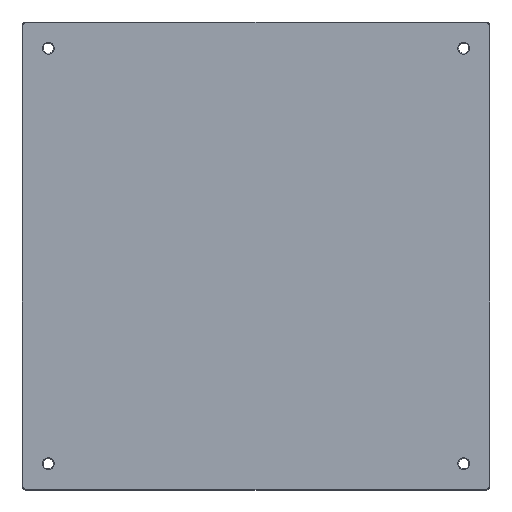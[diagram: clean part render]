
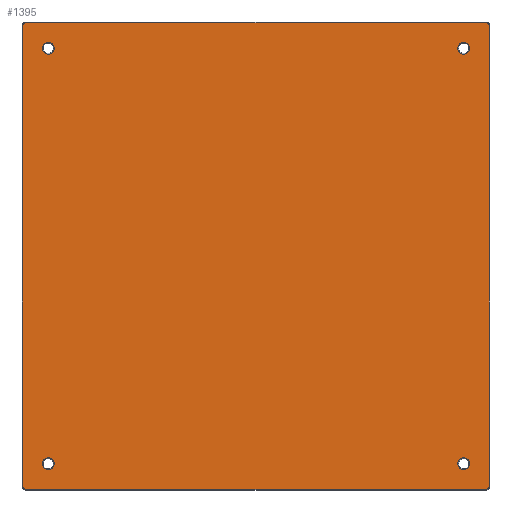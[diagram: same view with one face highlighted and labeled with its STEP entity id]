
A CAD part, top view. The second image highlights one B-rep face of the part: STEP entity #1395.
In plain terms, the highlighted planar face has unit normal (0, 0, 1).
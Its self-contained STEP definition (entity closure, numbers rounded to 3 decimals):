
#5 = CIRCLE ( 'NONE', #407, 1.575 ) ;
#16 = AXIS2_PLACEMENT_3D ( 'NONE', #1510, #1496, #1468 ) ;
#17 = DIRECTION ( 'NONE',  ( 0., -1., 0. ) ) ;
#28 = VERTEX_POINT ( 'NONE', #186 ) ;
#60 = ORIENTED_EDGE ( 'NONE', *, *, #206, .T. ) ;
#91 = CARTESIAN_POINT ( 'NONE',  ( 61.5, -61.5, 13. ) ) ;
#98 = CIRCLE ( 'NONE', #1551, 1.575 ) ;
#108 = DIRECTION ( 'NONE',  ( 1., 0., 0. ) ) ;
#133 = CARTESIAN_POINT ( 'NONE',  ( -53.925, -55.5, 13. ) ) ;
#150 = CARTESIAN_POINT ( 'NONE',  ( -55.5, 55.5, 13. ) ) ;
#178 = ORIENTED_EDGE ( 'NONE', *, *, #985, .T. ) ;
#186 = CARTESIAN_POINT ( 'NONE',  ( 57.075, 55.5, 13. ) ) ;
#196 = CARTESIAN_POINT ( 'NONE',  ( -62.3, 61.5, 13. ) ) ;
#204 = CIRCLE ( 'NONE', #16, 0.8 ) ;
#206 = EDGE_CURVE ( 'NONE', #1085, #988, #1221, .T. ) ;
#208 = ORIENTED_EDGE ( 'NONE', *, *, #379, .T. ) ;
#209 = DIRECTION ( 'NONE',  ( 0., 0., -1. ) ) ;
#215 = CARTESIAN_POINT ( 'NONE',  ( -55.5, -55.5, 13. ) ) ;
#227 = EDGE_LOOP ( 'NONE', ( #611, #293 ) ) ;
#228 = CIRCLE ( 'NONE', #1154, 1.575 ) ;
#248 = DIRECTION ( 'NONE',  ( 0., 0., -1. ) ) ;
#261 = AXIS2_PLACEMENT_3D ( 'NONE', #1562, #526, #108 ) ;
#276 = DIRECTION ( 'NONE',  ( 1., 0., 0. ) ) ;
#278 = DIRECTION ( 'NONE',  ( 0., 0., 1. ) ) ;
#289 = DIRECTION ( 'NONE',  ( 1., 0., 0. ) ) ;
#293 = ORIENTED_EDGE ( 'NONE', *, *, #759, .T. ) ;
#315 = AXIS2_PLACEMENT_3D ( 'NONE', #1542, #248, #956 ) ;
#322 = ORIENTED_EDGE ( 'NONE', *, *, #1712, .F. ) ;
#330 = CARTESIAN_POINT ( 'NONE',  ( 55.5, 55.5, 13. ) ) ;
#337 = DIRECTION ( 'NONE',  ( 0., 1., 0. ) ) ;
#363 = EDGE_CURVE ( 'NONE', #1031, #1122, #695, .T. ) ;
#371 = CARTESIAN_POINT ( 'NONE',  ( 62.3, -61.5, 13. ) ) ;
#379 = EDGE_CURVE ( 'NONE', #28, #1747, #5, .T. ) ;
#390 = DIRECTION ( 'NONE',  ( -1., 0., 0. ) ) ;
#404 = AXIS2_PLACEMENT_3D ( 'NONE', #1121, #841, #1266 ) ;
#407 = AXIS2_PLACEMENT_3D ( 'NONE', #1854, #1719, #597 ) ;
#428 = VERTEX_POINT ( 'NONE', #1780 ) ;
#437 = CARTESIAN_POINT ( 'NONE',  ( -55.5, -55.5, 13. ) ) ;
#490 = LINE ( 'NONE', #1177, #1595 ) ;
#491 = EDGE_CURVE ( 'NONE', #988, #1085, #1500, .T. ) ;
#499 = CIRCLE ( 'NONE', #895, 0.8 ) ;
#500 = ORIENTED_EDGE ( 'NONE', *, *, #1363, .T. ) ;
#505 = CARTESIAN_POINT ( 'NONE',  ( -61.5, 61.5, 13. ) ) ;
#512 = LINE ( 'NONE', #1409, #1066 ) ;
#521 = CIRCLE ( 'NONE', #1582, 1.575 ) ;
#526 = DIRECTION ( 'NONE',  ( 0., 0., -1. ) ) ;
#531 = CARTESIAN_POINT ( 'NONE',  ( -55.5, 55.5, 13. ) ) ;
#535 = FACE_BOUND ( 'NONE', #1762, .T. ) ;
#549 = AXIS2_PLACEMENT_3D ( 'NONE', #91, #1109, #1237 ) ;
#560 = CARTESIAN_POINT ( 'NONE',  ( 53.925, -55.5, 13. ) ) ;
#578 = CIRCLE ( 'NONE', #1367, 1.575 ) ;
#597 = DIRECTION ( 'NONE',  ( 1., 0., 0. ) ) ;
#611 = ORIENTED_EDGE ( 'NONE', *, *, #1255, .T. ) ;
#615 = DIRECTION ( 'NONE',  ( 0., 0., -1. ) ) ;
#636 = VERTEX_POINT ( 'NONE', #1207 ) ;
#643 = ORIENTED_EDGE ( 'NONE', *, *, #363, .T. ) ;
#686 = VERTEX_POINT ( 'NONE', #371 ) ;
#693 = VERTEX_POINT ( 'NONE', #1688 ) ;
#695 = LINE ( 'NONE', #1751, #1460 ) ;
#735 = CARTESIAN_POINT ( 'NONE',  ( 53.925, 55.5, 13. ) ) ;
#743 = VERTEX_POINT ( 'NONE', #1679 ) ;
#759 = EDGE_CURVE ( 'NONE', #1238, #1810, #578, .T. ) ;
#767 = CIRCLE ( 'NONE', #1008, 1.575 ) ;
#790 = CARTESIAN_POINT ( 'NONE',  ( -57.075, 55.5, 13. ) ) ;
#809 = ORIENTED_EDGE ( 'NONE', *, *, #491, .T. ) ;
#816 = ORIENTED_EDGE ( 'NONE', *, *, #839, .T. ) ;
#839 = EDGE_CURVE ( 'NONE', #636, #743, #512, .T. ) ;
#841 = DIRECTION ( 'NONE',  ( 0., 0., -1. ) ) ;
#851 = FACE_BOUND ( 'NONE', #1598, .T. ) ;
#868 = EDGE_CURVE ( 'NONE', #686, #1007, #943, .T. ) ;
#872 = DIRECTION ( 'NONE',  ( 1., 0., 0. ) ) ;
#895 = AXIS2_PLACEMENT_3D ( 'NONE', #505, #1091, #1662 ) ;
#912 = CARTESIAN_POINT ( 'NONE',  ( 61.5, -62.3, 13. ) ) ;
#943 = CIRCLE ( 'NONE', #549, 0.8 ) ;
#949 = EDGE_LOOP ( 'NONE', ( #178, #1621 ) ) ;
#956 = DIRECTION ( 'NONE',  ( 1., 0., 0. ) ) ;
#976 = VECTOR ( 'NONE', #1570, 1000. ) ;
#985 = EDGE_CURVE ( 'NONE', #1056, #428, #98, .T. ) ;
#988 = VERTEX_POINT ( 'NONE', #1619 ) ;
#1002 = ORIENTED_EDGE ( 'NONE', *, *, #868, .F. ) ;
#1007 = VERTEX_POINT ( 'NONE', #912 ) ;
#1008 = AXIS2_PLACEMENT_3D ( 'NONE', #330, #615, #1768 ) ;
#1031 = VERTEX_POINT ( 'NONE', #196 ) ;
#1056 = VERTEX_POINT ( 'NONE', #133 ) ;
#1066 = VECTOR ( 'NONE', #390, 1000. ) ;
#1074 = DIRECTION ( 'NONE',  ( 1., 0., 0. ) ) ;
#1075 = VERTEX_POINT ( 'NONE', #1284 ) ;
#1085 = VERTEX_POINT ( 'NONE', #560 ) ;
#1091 = DIRECTION ( 'NONE',  ( 0., 0., -1. ) ) ;
#1099 = CARTESIAN_POINT ( 'NONE',  ( -62.3, -61.5, 13. ) ) ;
#1105 = EDGE_CURVE ( 'NONE', #428, #1056, #228, .T. ) ;
#1107 = DIRECTION ( 'NONE',  ( 0., 0., -1. ) ) ;
#1109 = DIRECTION ( 'NONE',  ( 0., 0., -1. ) ) ;
#1121 = CARTESIAN_POINT ( 'NONE',  ( 55.5, -55.5, 13. ) ) ;
#1122 = VERTEX_POINT ( 'NONE', #1099 ) ;
#1131 = CARTESIAN_POINT ( 'NONE',  ( 0., 0., 13. ) ) ;
#1134 = DIRECTION ( 'NONE',  ( 0., 0., -1. ) ) ;
#1138 = ORIENTED_EDGE ( 'NONE', *, *, #1806, .T. ) ;
#1154 = AXIS2_PLACEMENT_3D ( 'NONE', #437, #1597, #872 ) ;
#1177 = CARTESIAN_POINT ( 'NONE',  ( 62.3, 62.5, 13. ) ) ;
#1207 = CARTESIAN_POINT ( 'NONE',  ( 61.5, 62.3, 13. ) ) ;
#1221 = CIRCLE ( 'NONE', #404, 1.575 ) ;
#1237 = DIRECTION ( 'NONE',  ( 1., 0., 0. ) ) ;
#1238 = VERTEX_POINT ( 'NONE', #790 ) ;
#1245 = EDGE_CURVE ( 'NONE', #1075, #1007, #1280, .T. ) ;
#1255 = EDGE_CURVE ( 'NONE', #1810, #1238, #521, .T. ) ;
#1266 = DIRECTION ( 'NONE',  ( 1., 0., 0. ) ) ;
#1269 = FACE_OUTER_BOUND ( 'NONE', #1689, .T. ) ;
#1280 = LINE ( 'NONE', #1301, #976 ) ;
#1284 = CARTESIAN_POINT ( 'NONE',  ( -61.5, -62.3, 13. ) ) ;
#1288 = PLANE ( 'NONE',  #1498 ) ;
#1301 = CARTESIAN_POINT ( 'NONE',  ( 62.5, -62.3, 13. ) ) ;
#1349 = CIRCLE ( 'NONE', #261, 0.8 ) ;
#1363 = EDGE_CURVE ( 'NONE', #1747, #28, #767, .T. ) ;
#1367 = AXIS2_PLACEMENT_3D ( 'NONE', #531, #1107, #1809 ) ;
#1395 = ADVANCED_FACE ( 'NONE', ( #1707, #851, #535, #1690, #1269 ), #1288, .T. ) ;
#1409 = CARTESIAN_POINT ( 'NONE',  ( -62.5, 62.3, 13. ) ) ;
#1460 = VECTOR ( 'NONE', #17, 1000. ) ;
#1468 = DIRECTION ( 'NONE',  ( 1., 0., 0. ) ) ;
#1496 = DIRECTION ( 'NONE',  ( 0., 0., -1. ) ) ;
#1498 = AXIS2_PLACEMENT_3D ( 'NONE', #1131, #278, #289 ) ;
#1500 = CIRCLE ( 'NONE', #315, 1.575 ) ;
#1510 = CARTESIAN_POINT ( 'NONE',  ( -61.5, -61.5, 13. ) ) ;
#1542 = CARTESIAN_POINT ( 'NONE',  ( 55.5, -55.5, 13. ) ) ;
#1548 = EDGE_CURVE ( 'NONE', #636, #693, #1349, .T. ) ;
#1551 = AXIS2_PLACEMENT_3D ( 'NONE', #215, #209, #1074 ) ;
#1562 = CARTESIAN_POINT ( 'NONE',  ( 61.5, 61.5, 13. ) ) ;
#1565 = EDGE_CURVE ( 'NONE', #1031, #743, #499, .T. ) ;
#1570 = DIRECTION ( 'NONE',  ( 1., 0., 0. ) ) ;
#1582 = AXIS2_PLACEMENT_3D ( 'NONE', #150, #1134, #276 ) ;
#1595 = VECTOR ( 'NONE', #337, 1000. ) ;
#1597 = DIRECTION ( 'NONE',  ( 0., 0., -1. ) ) ;
#1598 = EDGE_LOOP ( 'NONE', ( #208, #500 ) ) ;
#1619 = CARTESIAN_POINT ( 'NONE',  ( 57.075, -55.5, 13. ) ) ;
#1621 = ORIENTED_EDGE ( 'NONE', *, *, #1105, .T. ) ;
#1626 = CARTESIAN_POINT ( 'NONE',  ( -53.925, 55.5, 13. ) ) ;
#1644 = ORIENTED_EDGE ( 'NONE', *, *, #1245, .T. ) ;
#1662 = DIRECTION ( 'NONE',  ( 1., 0., 0. ) ) ;
#1679 = CARTESIAN_POINT ( 'NONE',  ( -61.5, 62.3, 13. ) ) ;
#1688 = CARTESIAN_POINT ( 'NONE',  ( 62.3, 61.5, 13. ) ) ;
#1689 = EDGE_LOOP ( 'NONE', ( #1002, #1138, #1753, #816, #1766, #643, #322, #1644 ) ) ;
#1690 = FACE_BOUND ( 'NONE', #949, .T. ) ;
#1707 = FACE_BOUND ( 'NONE', #227, .T. ) ;
#1712 = EDGE_CURVE ( 'NONE', #1075, #1122, #204, .T. ) ;
#1719 = DIRECTION ( 'NONE',  ( 0., 0., -1. ) ) ;
#1747 = VERTEX_POINT ( 'NONE', #735 ) ;
#1751 = CARTESIAN_POINT ( 'NONE',  ( -62.3, -62.5, 13. ) ) ;
#1753 = ORIENTED_EDGE ( 'NONE', *, *, #1548, .F. ) ;
#1762 = EDGE_LOOP ( 'NONE', ( #809, #60 ) ) ;
#1766 = ORIENTED_EDGE ( 'NONE', *, *, #1565, .F. ) ;
#1768 = DIRECTION ( 'NONE',  ( 1., 0., 0. ) ) ;
#1780 = CARTESIAN_POINT ( 'NONE',  ( -57.075, -55.5, 13. ) ) ;
#1806 = EDGE_CURVE ( 'NONE', #686, #693, #490, .T. ) ;
#1809 = DIRECTION ( 'NONE',  ( 1., 0., 0. ) ) ;
#1810 = VERTEX_POINT ( 'NONE', #1626 ) ;
#1854 = CARTESIAN_POINT ( 'NONE',  ( 55.5, 55.5, 13. ) ) ;
